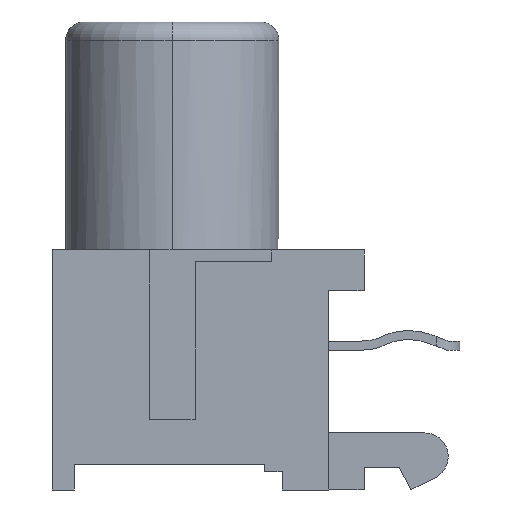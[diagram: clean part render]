
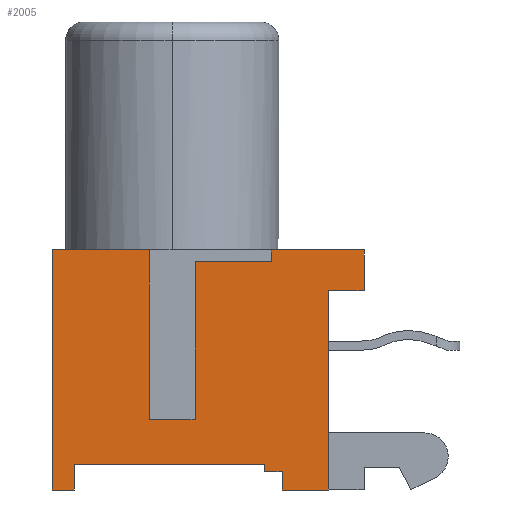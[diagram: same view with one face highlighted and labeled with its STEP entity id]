
A CAD part, left-side view. The second image highlights one B-rep face of the part: STEP entity #2005.
In plain terms, the highlighted planar face has unit normal (-1, 0, 0).
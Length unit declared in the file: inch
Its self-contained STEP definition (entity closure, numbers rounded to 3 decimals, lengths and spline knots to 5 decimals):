
#6 = CARTESIAN_POINT ( 'NONE',  ( -0.197, 0.3525, 0. ) ) ;
#61 = VERTEX_POINT ( 'NONE', #2802 ) ;
#70 = CARTESIAN_POINT ( 'NONE',  ( -0.197, 0.1347, -0.36393 ) ) ;
#91 = CARTESIAN_POINT ( 'NONE',  ( -0.197, 0.2775, -0.01909 ) ) ;
#94 = ORIENTED_EDGE ( 'NONE', *, *, #1144, .T. ) ;
#107 = DIRECTION ( 'NONE',  ( 0., -1., 0. ) ) ;
#126 = CARTESIAN_POINT ( 'NONE',  ( -0.197, 0., -0.394 ) ) ;
#132 = VERTEX_POINT ( 'NONE', #1130 ) ;
#134 = CARTESIAN_POINT ( 'NONE',  ( -0.197, 0.15247, 0. ) ) ;
#164 = VERTEX_POINT ( 'NONE', #2098 ) ;
#177 = CARTESIAN_POINT ( 'NONE',  ( -0.197, 0., -0.394 ) ) ;
#221 = VERTEX_POINT ( 'NONE', #829 ) ;
#244 = LINE ( 'NONE', #929, #2923 ) ;
#268 = VERTEX_POINT ( 'NONE', #561 ) ;
#271 = DIRECTION ( 'NONE',  ( 0., 0., 1. ) ) ;
#286 = VERTEX_POINT ( 'NONE', #594 ) ;
#338 = CARTESIAN_POINT ( 'NONE',  ( -0.197, 0., 0. ) ) ;
#346 = VERTEX_POINT ( 'NONE', #638 ) ;
#352 = CARTESIAN_POINT ( 'NONE',  ( -0.197, 0.15247, 0. ) ) ;
#364 = DIRECTION ( 'NONE',  ( 0., -1., 0. ) ) ;
#367 = LINE ( 'NONE', #2914, #2797 ) ;
#380 = DIRECTION ( 'NONE',  ( 0., -1., 0. ) ) ;
#495 = ORIENTED_EDGE ( 'NONE', *, *, #810, .T. ) ;
#501 = DIRECTION ( 'NONE',  ( 0., 0., -1. ) ) ;
#539 = LINE ( 'NONE', #1195, #1372 ) ;
#545 = ORIENTED_EDGE ( 'NONE', *, *, #797, .T. ) ;
#561 = CARTESIAN_POINT ( 'NONE',  ( -0.197, 0.512, 0. ) ) ;
#568 = LINE ( 'NONE', #1451, #2346 ) ;
#586 = LINE ( 'NONE', #338, #975 ) ;
#594 = CARTESIAN_POINT ( 'NONE',  ( -0.197, 0.16311, -0.35139 ) ) ;
#607 = ORIENTED_EDGE ( 'NONE', *, *, #1687, .F. ) ;
#628 = FACE_OUTER_BOUND ( 'NONE', #2114, .T. ) ;
#633 = CARTESIAN_POINT ( 'NONE',  ( -0.197, 0.2775, -0.27811 ) ) ;
#638 = CARTESIAN_POINT ( 'NONE',  ( -0.197, 0.3525, -0.27811 ) ) ;
#714 = LINE ( 'NONE', #2555, #1665 ) ;
#742 = CARTESIAN_POINT ( 'NONE',  ( -0.197, 0.1347, -0.394 ) ) ;
#754 = DIRECTION ( 'NONE',  ( 0., 0., 1. ) ) ;
#755 = EDGE_CURVE ( 'NONE', #1265, #132, #539, .T. ) ;
#776 = ORIENTED_EDGE ( 'NONE', *, *, #2609, .T. ) ;
#797 = EDGE_CURVE ( 'NONE', #1060, #1103, #2832, .T. ) ;
#803 = CARTESIAN_POINT ( 'NONE',  ( -0.197, 0.47578, -0.35139 ) ) ;
#804 = VERTEX_POINT ( 'NONE', #352 ) ;
#810 = EDGE_CURVE ( 'NONE', #132, #164, #2816, .T. ) ;
#829 = CARTESIAN_POINT ( 'NONE',  ( -0.197, 0.512, -0.394 ) ) ;
#887 = AXIS2_PLACEMENT_3D ( 'NONE', #177, #1576, #2980 ) ;
#910 = ORIENTED_EDGE ( 'NONE', *, *, #1459, .T. ) ;
#916 = EDGE_CURVE ( 'NONE', #1960, #2397, #367, .T. ) ;
#929 = CARTESIAN_POINT ( 'NONE',  ( -0.197, 0.16311, -0.394 ) ) ;
#935 = EDGE_CURVE ( 'NONE', #61, #1960, #2100, .T. ) ;
#970 = ORIENTED_EDGE ( 'NONE', *, *, #2129, .T. ) ;
#971 = CARTESIAN_POINT ( 'NONE',  ( -0.197, 0.47578, -0.394 ) ) ;
#975 = VECTOR ( 'NONE', #107, 39.37008 ) ;
#985 = EDGE_CURVE ( 'NONE', #221, #268, #1886, .T. ) ;
#1019 = ORIENTED_EDGE ( 'NONE', *, *, #985, .F. ) ;
#1046 = EDGE_CURVE ( 'NONE', #346, #2963, #2117, .T. ) ;
#1060 = VERTEX_POINT ( 'NONE', #742 ) ;
#1065 = LINE ( 'NONE', #803, #1599 ) ;
#1077 = VECTOR ( 'NONE', #2348, 39.37008 ) ;
#1083 = ORIENTED_EDGE ( 'NONE', *, *, #1046, .T. ) ;
#1087 = VECTOR ( 'NONE', #1174, 39.37008 ) ;
#1103 = VERTEX_POINT ( 'NONE', #2962 ) ;
#1130 = CARTESIAN_POINT ( 'NONE',  ( -0.197, 0., -0.06712 ) ) ;
#1140 = LINE ( 'NONE', #2333, #1077 ) ;
#1144 = EDGE_CURVE ( 'NONE', #2397, #346, #2464, .T. ) ;
#1147 = CARTESIAN_POINT ( 'NONE',  ( -0.197, 0.1347, -0.394 ) ) ;
#1174 = DIRECTION ( 'NONE',  ( 0., 1., 0. ) ) ;
#1175 = VECTOR ( 'NONE', #754, 39.37008 ) ;
#1191 = LINE ( 'NONE', #1147, #2576 ) ;
#1195 = CARTESIAN_POINT ( 'NONE',  ( -0.197, 0., -0.06712 ) ) ;
#1212 = DIRECTION ( 'NONE',  ( 0., 0., 1. ) ) ;
#1225 = VERTEX_POINT ( 'NONE', #70 ) ;
#1265 = VERTEX_POINT ( 'NONE', #2769 ) ;
#1301 = PLANE ( 'NONE',  #887 ) ;
#1307 = CARTESIAN_POINT ( 'NONE',  ( -0.197, 0.3525, -0.27811 ) ) ;
#1372 = VECTOR ( 'NONE', #1489, 39.37008 ) ;
#1406 = ORIENTED_EDGE ( 'NONE', *, *, #1608, .T. ) ;
#1444 = DIRECTION ( 'NONE',  ( 0., 0., -1. ) ) ;
#1451 = CARTESIAN_POINT ( 'NONE',  ( -0.197, 0., 0. ) ) ;
#1459 = EDGE_CURVE ( 'NONE', #221, #2132, #2411, .T. ) ;
#1483 = DIRECTION ( 'NONE',  ( 0., 0., -1. ) ) ;
#1489 = DIRECTION ( 'NONE',  ( 0., -1., 0. ) ) ;
#1507 = ORIENTED_EDGE ( 'NONE', *, *, #935, .T. ) ;
#1566 = VECTOR ( 'NONE', #1676, 39.37008 ) ;
#1576 = DIRECTION ( 'NONE',  ( -1., 0., 0. ) ) ;
#1599 = VECTOR ( 'NONE', #380, 39.37008 ) ;
#1608 = EDGE_CURVE ( 'NONE', #2025, #1225, #714, .T. ) ;
#1625 = VECTOR ( 'NONE', #1926, 39.37008 ) ;
#1626 = DIRECTION ( 'NONE',  ( 0., -1., 0. ) ) ;
#1665 = VECTOR ( 'NONE', #1626, 39.37008 ) ;
#1676 = DIRECTION ( 'NONE',  ( 0., -1., 0. ) ) ;
#1687 = EDGE_CURVE ( 'NONE', #804, #164, #568, .T. ) ;
#1694 = ORIENTED_EDGE ( 'NONE', *, *, #916, .T. ) ;
#1699 = CARTESIAN_POINT ( 'NONE',  ( -0.197, 0.47578, -0.35139 ) ) ;
#1836 = CARTESIAN_POINT ( 'NONE',  ( -0.197, 0.2775, -0.01909 ) ) ;
#1839 = DIRECTION ( 'NONE',  ( 0., 0., -1. ) ) ;
#1854 = ORIENTED_EDGE ( 'NONE', *, *, #2726, .T. ) ;
#1886 = LINE ( 'NONE', #2772, #1175 ) ;
#1912 = CARTESIAN_POINT ( 'NONE',  ( -0.197, 0., -0.394 ) ) ;
#1926 = DIRECTION ( 'NONE',  ( 0., -1., 0. ) ) ;
#1927 = EDGE_CURVE ( 'NONE', #804, #61, #2400, .T. ) ;
#1960 = VERTEX_POINT ( 'NONE', #91 ) ;
#2005 = ADVANCED_FACE ( 'NONE', ( #628 ), #1301, .T. ) ;
#2025 = VERTEX_POINT ( 'NONE', #2921 ) ;
#2036 = VECTOR ( 'NONE', #2568, 39.37008 ) ;
#2098 = CARTESIAN_POINT ( 'NONE',  ( -0.197, 0., 0. ) ) ;
#2100 = LINE ( 'NONE', #1836, #1087 ) ;
#2114 = EDGE_LOOP ( 'NONE', ( #2733, #545, #970, #2912, #495, #607, #2954, #1507, #1694, #94, #1083, #2215, #1019, #910, #776, #2193, #1854, #1406 ) ) ;
#2117 = LINE ( 'NONE', #6, #2776 ) ;
#2129 = EDGE_CURVE ( 'NONE', #1103, #1265, #1140, .T. ) ;
#2132 = VERTEX_POINT ( 'NONE', #971 ) ;
#2193 = ORIENTED_EDGE ( 'NONE', *, *, #2782, .T. ) ;
#2215 = ORIENTED_EDGE ( 'NONE', *, *, #2444, .F. ) ;
#2333 = CARTESIAN_POINT ( 'NONE',  ( -0.197, 0.059, -0.394 ) ) ;
#2346 = VECTOR ( 'NONE', #364, 39.37008 ) ;
#2348 = DIRECTION ( 'NONE',  ( 0., 0., 1. ) ) ;
#2370 = CARTESIAN_POINT ( 'NONE',  ( -0.197, 0.47578, -0.394 ) ) ;
#2397 = VERTEX_POINT ( 'NONE', #633 ) ;
#2400 = LINE ( 'NONE', #134, #2597 ) ;
#2411 = LINE ( 'NONE', #126, #1566 ) ;
#2444 = EDGE_CURVE ( 'NONE', #268, #2963, #586, .T. ) ;
#2448 = VERTEX_POINT ( 'NONE', #1699 ) ;
#2464 = LINE ( 'NONE', #1307, #2594 ) ;
#2555 = CARTESIAN_POINT ( 'NONE',  ( -0.197, 0.16311, -0.36393 ) ) ;
#2563 = EDGE_CURVE ( 'NONE', #1225, #1060, #1191, .T. ) ;
#2568 = DIRECTION ( 'NONE',  ( 0., 0., 1. ) ) ;
#2576 = VECTOR ( 'NONE', #501, 39.37008 ) ;
#2594 = VECTOR ( 'NONE', #2714, 39.37008 ) ;
#2597 = VECTOR ( 'NONE', #1483, 39.37008 ) ;
#2609 = EDGE_CURVE ( 'NONE', #2132, #2448, #2847, .T. ) ;
#2714 = DIRECTION ( 'NONE',  ( 0., 1., 0. ) ) ;
#2726 = EDGE_CURVE ( 'NONE', #286, #2025, #244, .T. ) ;
#2733 = ORIENTED_EDGE ( 'NONE', *, *, #2563, .T. ) ;
#2769 = CARTESIAN_POINT ( 'NONE',  ( -0.197, 0.059, -0.06712 ) ) ;
#2772 = CARTESIAN_POINT ( 'NONE',  ( -0.197, 0.512, -0.394 ) ) ;
#2776 = VECTOR ( 'NONE', #271, 39.37008 ) ;
#2782 = EDGE_CURVE ( 'NONE', #2448, #286, #1065, .T. ) ;
#2797 = VECTOR ( 'NONE', #1444, 39.37008 ) ;
#2802 = CARTESIAN_POINT ( 'NONE',  ( -0.197, 0.15247, -0.01909 ) ) ;
#2816 = LINE ( 'NONE', #2881, #2898 ) ;
#2832 = LINE ( 'NONE', #1912, #1625 ) ;
#2847 = LINE ( 'NONE', #2370, #2036 ) ;
#2881 = CARTESIAN_POINT ( 'NONE',  ( -0.197, 0., -0.394 ) ) ;
#2897 = CARTESIAN_POINT ( 'NONE',  ( -0.197, 0.3525, 0. ) ) ;
#2898 = VECTOR ( 'NONE', #1212, 39.37008 ) ;
#2912 = ORIENTED_EDGE ( 'NONE', *, *, #755, .T. ) ;
#2914 = CARTESIAN_POINT ( 'NONE',  ( -0.197, 0.2775, -0.01909 ) ) ;
#2921 = CARTESIAN_POINT ( 'NONE',  ( -0.197, 0.16311, -0.36393 ) ) ;
#2923 = VECTOR ( 'NONE', #1839, 39.37008 ) ;
#2954 = ORIENTED_EDGE ( 'NONE', *, *, #1927, .T. ) ;
#2962 = CARTESIAN_POINT ( 'NONE',  ( -0.197, 0.059, -0.394 ) ) ;
#2963 = VERTEX_POINT ( 'NONE', #2897 ) ;
#2980 = DIRECTION ( 'NONE',  ( 0., -1., 0. ) ) ;
